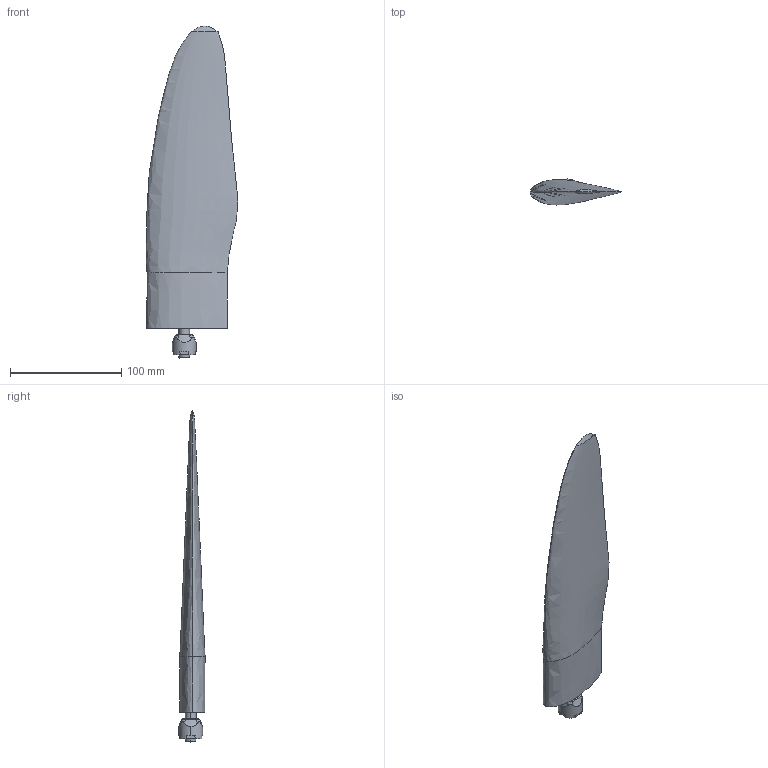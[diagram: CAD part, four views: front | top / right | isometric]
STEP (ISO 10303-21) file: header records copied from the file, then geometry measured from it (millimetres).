
FILE_DESCRIPTION((''),'2;1');
FILE_NAME('FLIPPER_LEFT_1','2022-06-16T14:43:21',('andyc'),(''),'CREO PARAMETRIC BY PTC INC, 2021404','CREO PARAMETRIC BY PTC INC, 2021404','');
FILE_SCHEMA(('CONFIG_CONTROL_DESIGN'));
Length unit declared in the file: inch
Products named in the file (1): FLIPPER_LEFT_1
Bounding box: 82.16 x 23.44 x 297.79 mm (x, y, z)
Volume: 203649.9 mm3; surface area: 40885.3 mm2
Topology: 1 solids, 1 shells, 66 faces, 192 edges, 128 vertices
Faces by surface type: plane 32, cylinder 14, bspline 14, cone 6
Entity records: 4200 total; most frequent: CARTESIAN_POINT 2531, ORIENTED_EDGE 376, DIRECTION 284, EDGE_CURVE 188, VERTEX_POINT 128, AXIS2_PLACEMENT_3D 95, VECTOR 94, LINE 94
